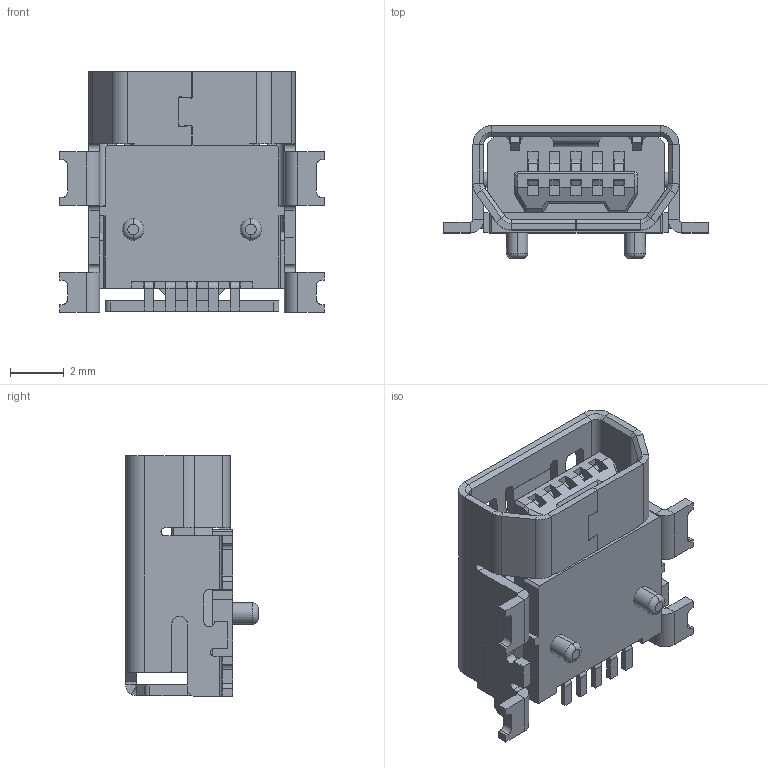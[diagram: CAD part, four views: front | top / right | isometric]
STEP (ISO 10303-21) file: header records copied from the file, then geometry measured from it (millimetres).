
FILE_DESCRIPTION (( 'STEP AP214' ), '1' );
FILE_NAME ('MOLEX_0678038020.STEP', '2015-04-13T13:40:53', ( '' ), ( '' ), '', '', '' );
FILE_SCHEMA (( '' ));
Length unit declared in the file: millimetre
Products named in the file (1): MOLEX_0678038020
Bounding box: 9.9 x 4.95 x 9 mm (x, y, z)
Volume: 154.8 mm3; surface area: 687.4 mm2
Topology: 3 solids, 3 shells, 574 faces, 1580 edges, 994 vertices
Faces by surface type: plane 402, cylinder 144, bspline 18, cone 6, torus 4
Entity records: 18116 total; most frequent: CARTESIAN_POINT 3469, ORIENTED_EDGE 3160, DIRECTION 2892, EDGE_CURVE 1580, VECTOR 1238, LINE 1238, VERTEX_POINT 994, AXIS2_PLACEMENT_3D 827
